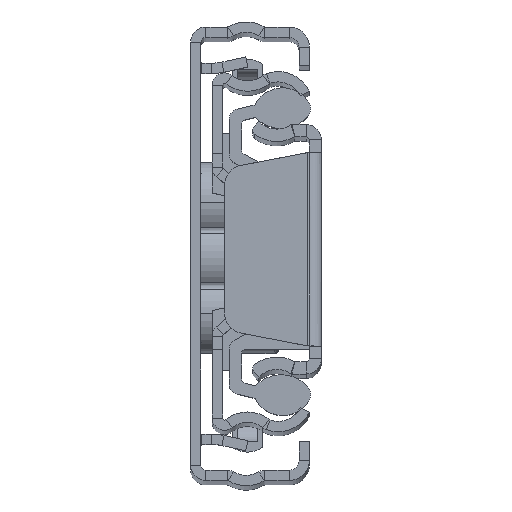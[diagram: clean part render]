
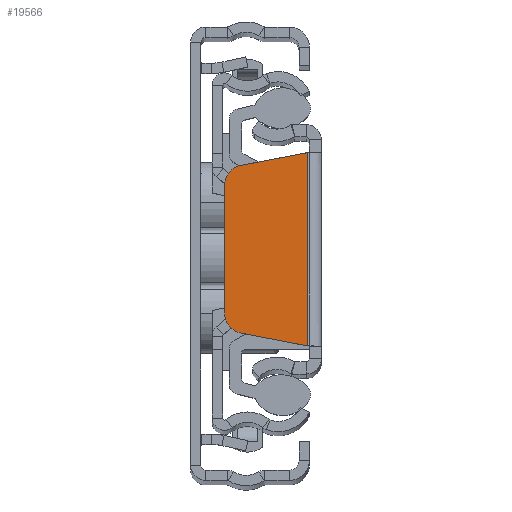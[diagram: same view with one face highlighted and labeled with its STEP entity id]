
A CAD part, top view. The second image highlights one B-rep face of the part: STEP entity #19566.
In plain terms, the highlighted planar face has unit normal (0, 0, 1).
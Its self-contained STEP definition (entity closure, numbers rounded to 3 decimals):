
#27 = VERTEX_POINT ( 'NONE', #1308 ) ;
#255 = CARTESIAN_POINT ( 'NONE',  ( -1.36, 9.379, 0. ) ) ;
#602 = EDGE_CURVE ( 'NONE', #27, #13425, #2060, .T. ) ;
#607 = DIRECTION ( 'NONE',  ( -1., 0., 0. ) ) ;
#710 = ORIENTED_EDGE ( 'NONE', *, *, #17158, .T. ) ;
#727 = AXIS2_PLACEMENT_3D ( 'NONE', #17392, #10956, #607 ) ;
#1308 = CARTESIAN_POINT ( 'NONE',  ( -7.778, 8.147, 0. ) ) ;
#1604 = PLANE ( 'NONE',  #18194 ) ;
#1656 = CARTESIAN_POINT ( 'NONE',  ( -7.778, -8.147, 0. ) ) ;
#1843 = EDGE_CURVE ( 'NONE', #9967, #2581, #9088, .T. ) ;
#2060 = CIRCLE ( 'NONE', #19822, 2. ) ;
#2566 = DIRECTION ( 'NONE',  ( -1., 0., 0. ) ) ;
#2581 = VERTEX_POINT ( 'NONE', #1656 ) ;
#2659 = DIRECTION ( 'NONE',  ( 0.982, -0.189, 0. ) ) ;
#3188 = DIRECTION ( 'NONE',  ( -0.982, -0.189, 0. ) ) ;
#3240 = FACE_OUTER_BOUND ( 'NONE', #13757, .T. ) ;
#3437 = EDGE_CURVE ( 'NONE', #18972, #27, #13411, .T. ) ;
#4272 = VECTOR ( 'NONE', #3188, 1000. ) ;
#5145 = CARTESIAN_POINT ( 'NONE',  ( -1.786, 9.298, 0. ) ) ;
#5328 = ORIENTED_EDGE ( 'NONE', *, *, #3437, .T. ) ;
#5412 = DIRECTION ( 'NONE',  ( 0., -1., 0. ) ) ;
#5632 = CARTESIAN_POINT ( 'NONE',  ( -1.36, -9.379, 0. ) ) ;
#5856 = CARTESIAN_POINT ( 'NONE',  ( -9.401, 0., 0. ) ) ;
#6872 = ORIENTED_EDGE ( 'NONE', *, *, #602, .T. ) ;
#7365 = LINE ( 'NONE', #5632, #8462 ) ;
#7808 = DIRECTION ( 'NONE',  ( 0., -1., 0. ) ) ;
#8251 = CARTESIAN_POINT ( 'NONE',  ( 0., 0., 0. ) ) ;
#8462 = VECTOR ( 'NONE', #5412, 1000. ) ;
#9088 = CIRCLE ( 'NONE', #727, 2. ) ;
#9425 = LINE ( 'NONE', #17583, #15120 ) ;
#9967 = VERTEX_POINT ( 'NONE', #15160 ) ;
#10955 = DIRECTION ( 'NONE',  ( 0., 0., 1. ) ) ;
#10956 = DIRECTION ( 'NONE',  ( 0., 0., 1. ) ) ;
#11477 = VECTOR ( 'NONE', #7808, 1000. ) ;
#12586 = EDGE_CURVE ( 'NONE', #2581, #12851, #9425, .T. ) ;
#12851 = VERTEX_POINT ( 'NONE', #17321 ) ;
#13411 = LINE ( 'NONE', #5145, #4272 ) ;
#13425 = VERTEX_POINT ( 'NONE', #21020 ) ;
#13757 = EDGE_LOOP ( 'NONE', ( #710, #18394, #16489, #13968, #5328, #6872 ) ) ;
#13968 = ORIENTED_EDGE ( 'NONE', *, *, #19653, .F. ) ;
#14105 = CARTESIAN_POINT ( 'NONE',  ( -7.401, 6.183, 0. ) ) ;
#15120 = VECTOR ( 'NONE', #2659, 1000. ) ;
#15160 = CARTESIAN_POINT ( 'NONE',  ( -9.401, -6.183, 0. ) ) ;
#15852 = LINE ( 'NONE', #5856, #11477 ) ;
#16489 = ORIENTED_EDGE ( 'NONE', *, *, #12586, .T. ) ;
#17158 = EDGE_CURVE ( 'NONE', #13425, #9967, #15852, .T. ) ;
#17321 = CARTESIAN_POINT ( 'NONE',  ( -1.36, -9.379, 0. ) ) ;
#17392 = CARTESIAN_POINT ( 'NONE',  ( -7.401, -6.183, 0. ) ) ;
#17583 = CARTESIAN_POINT ( 'NONE',  ( -1.786, -9.298, 0. ) ) ;
#18194 = AXIS2_PLACEMENT_3D ( 'NONE', #8251, #19914, #18262 ) ;
#18262 = DIRECTION ( 'NONE',  ( -1., 0., 0. ) ) ;
#18394 = ORIENTED_EDGE ( 'NONE', *, *, #1843, .T. ) ;
#18972 = VERTEX_POINT ( 'NONE', #255 ) ;
#19566 = ADVANCED_FACE ( 'NONE', ( #3240 ), #1604, .F. ) ;
#19653 = EDGE_CURVE ( 'NONE', #18972, #12851, #7365, .T. ) ;
#19822 = AXIS2_PLACEMENT_3D ( 'NONE', #14105, #10955, #2566 ) ;
#19914 = DIRECTION ( 'NONE',  ( 0., 0., -1. ) ) ;
#21020 = CARTESIAN_POINT ( 'NONE',  ( -9.401, 6.183, 0. ) ) ;
